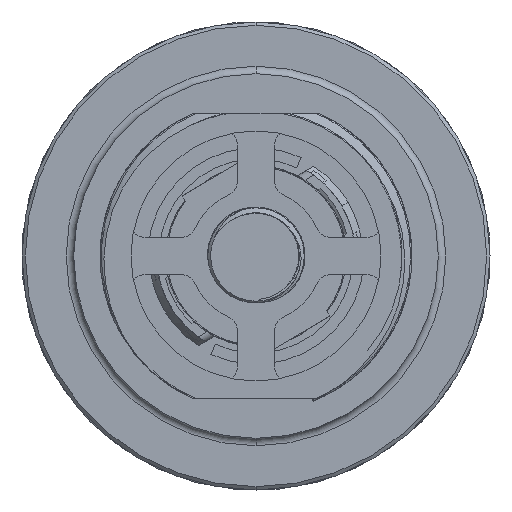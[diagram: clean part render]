
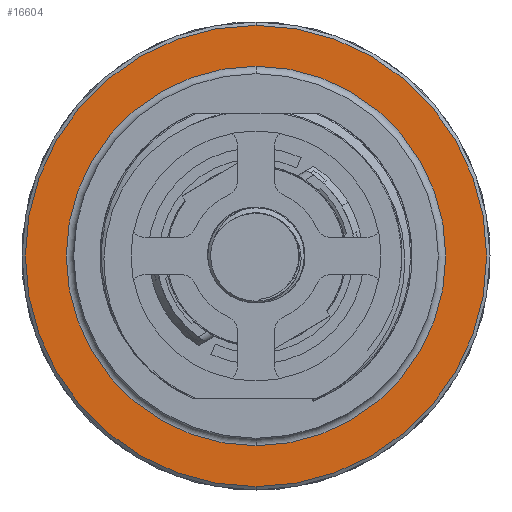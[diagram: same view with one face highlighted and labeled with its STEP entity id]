
A CAD part, front view. The second image highlights one B-rep face of the part: STEP entity #16604.
In plain terms, the highlighted planar face has unit normal (0, -1, 0).
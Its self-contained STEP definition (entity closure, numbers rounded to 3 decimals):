
#189=CARTESIAN_POINT('',(0.,41.,0.));
#190=DIRECTION('',(0.,-1.,0.));
#191=DIRECTION('',(0.,0.,-1.));
#192=AXIS2_PLACEMENT_3D('',#189,#190,#191);
#194=CARTESIAN_POINT('',(0.,41.,0.));
#195=DIRECTION('',(0.,-1.,0.));
#196=DIRECTION('',(0.,0.,1.));
#197=AXIS2_PLACEMENT_3D('',#194,#195,#196);
#199=CARTESIAN_POINT('',(0.,41.,0.));
#200=DIRECTION('',(0.,1.,0.));
#201=DIRECTION('',(0.,0.,-1.));
#202=AXIS2_PLACEMENT_3D('',#199,#200,#201);
#204=CARTESIAN_POINT('',(0.,41.,0.));
#205=DIRECTION('',(0.,1.,0.));
#206=DIRECTION('',(0.,0.,1.));
#207=AXIS2_PLACEMENT_3D('',#204,#205,#206);
#14567=CARTESIAN_POINT('',(0.,41.,31.));
#14568=CARTESIAN_POINT('',(0.,41.,-31.));
#14569=VERTEX_POINT('',#14567);
#14570=VERTEX_POINT('',#14568);
#14620=CARTESIAN_POINT('',(0.,41.,25.5));
#14622=VERTEX_POINT('',#14620);
#14624=CARTESIAN_POINT('',(0.,41.,-25.5));
#14625=VERTEX_POINT('',#14624);
#16589=CARTESIAN_POINT('',(0.,41.,0.));
#16590=DIRECTION('',(0.,-1.,0.));
#16591=DIRECTION('',(0.,0.,-1.));
#16592=AXIS2_PLACEMENT_3D('',#16589,#16590,#16591);
#16593=PLANE('',#16592);
#16595=ORIENTED_EDGE('',*,*,#16594,.F.);
#16597=ORIENTED_EDGE('',*,*,#16596,.F.);
#16598=EDGE_LOOP('',(#16595,#16597));
#16599=FACE_OUTER_BOUND('',#16598,.F.);
#16600=ORIENTED_EDGE('',*,*,#16557,.F.);
#16601=ORIENTED_EDGE('',*,*,#16534,.F.);
#16602=EDGE_LOOP('',(#16600,#16601));
#16603=FACE_BOUND('',#16602,.F.);
#16604=ADVANCED_FACE('',(#16599,#16603),#16593,.T.);
#193=CIRCLE('',#192,31.);
#198=CIRCLE('',#197,31.);
#203=CIRCLE('',#202,25.5);
#208=CIRCLE('',#207,25.5);
#16534=EDGE_CURVE('',#14622,#14625,#208,.T.);
#16557=EDGE_CURVE('',#14625,#14622,#203,.T.);
#16594=EDGE_CURVE('',#14570,#14569,#193,.T.);
#16596=EDGE_CURVE('',#14569,#14570,#198,.T.);
